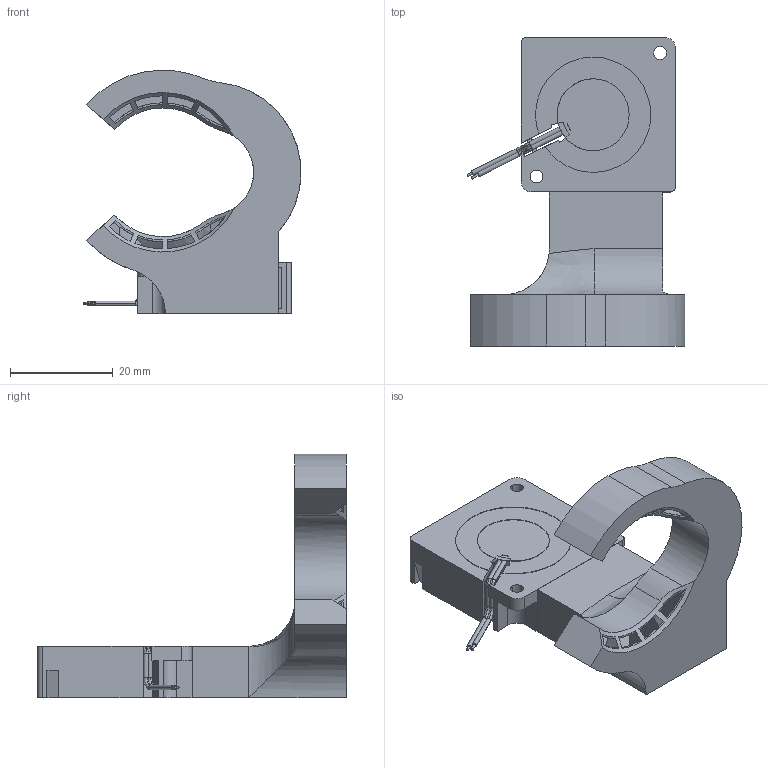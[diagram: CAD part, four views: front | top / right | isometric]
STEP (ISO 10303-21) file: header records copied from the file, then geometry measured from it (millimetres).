
FILE_DESCRIPTION (( 'STEP AP214' ), '1' );
FILE_NAME ('FAN DUCT 6.STEP', '2024-08-05T21:53:43', ( '' ), ( '' ), 'SwSTEP 2.0', 'SolidWorks 2022', '' );
FILE_SCHEMA (( 'AUTOMOTIVE_DESIGN' ));
Length unit declared in the file: millimetre
Products named in the file (3): Radial blower 30x10 v2; Fan Duct 6; FAN DUCT 6
Assembly tree (2 placements, depth 2):
  FAN DUCT 6
    Radial blower 30x10 v2
    Fan Duct 6
Bounding box: 42.36 x 60 x 47.34 mm (x, y, z)
Volume: 7713.9 mm3; surface area: 14054.6 mm2
Topology: 4 solids, 4 shells, 205 faces, 599 edges, 397 vertices
Faces by surface type: plane 112, cylinder 78, bspline 12, cone 3
Entity records: 8807 total; most frequent: CARTESIAN_POINT 1989, ORIENTED_EDGE 1198, DIRECTION 1157, EDGE_CURVE 599, AXIS2_PLACEMENT_3D 407, VERTEX_POINT 397, LINE 343, VECTOR 343
